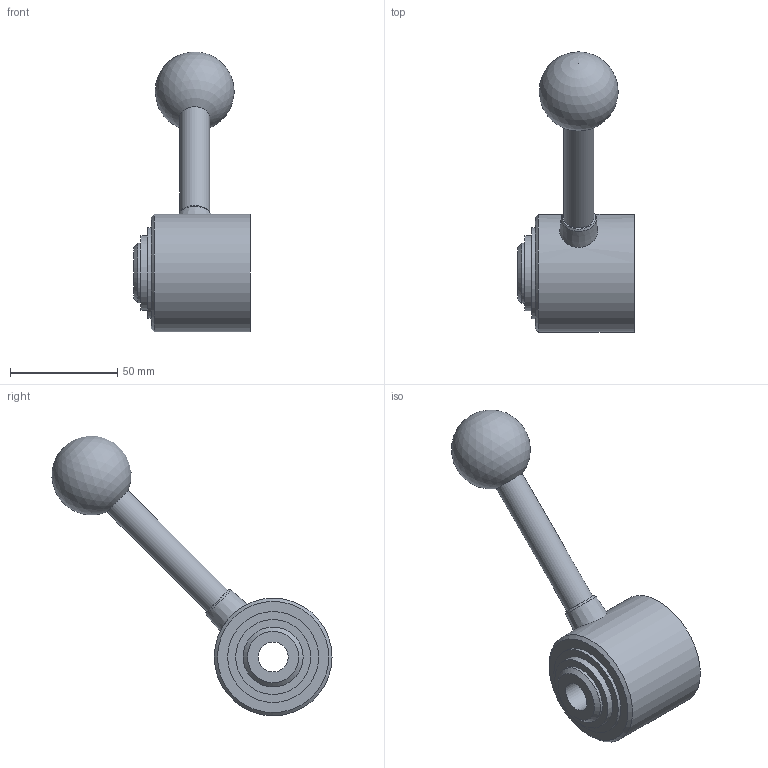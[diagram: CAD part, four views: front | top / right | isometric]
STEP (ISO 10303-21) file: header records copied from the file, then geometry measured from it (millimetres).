
FILE_DESCRIPTION( ( 'STEP AP214' ), '1' );
FILE_NAME( 'K0020.30_0.stp', '2020-11-24T14:50:13', ( '' ), ( '' ), ' ', 'PARTsolutions', ' ' );
FILE_SCHEMA( ( 'AUTOMOTIVE_DESIGN { 1 0 10303 214 1 1 1 1 }' ) );
Length unit declared in the file: millimetre
Products named in the file (1): _K0020.30_0
Bounding box: 54.5 x 130.84 x 130.71 mm (x, y, z)
Volume: 142320.1 mm3; surface area: 24021.7 mm2
Topology: 1 solids, 1 shells, 37 faces, 64 edges, 40 vertices
Faces by surface type: plane 13, cylinder 13, cone 10, sphere 1
Full cylindrical faces by diameter (mm): 4.917 x6, 14 x2, 28 x2, 35 x1, 42.5 x1, 55 x1
Entity records: 1150 total; most frequent: CARTESIAN_POINT 202, DIRECTION 148, AXIS2_PLACEMENT_3D 74, EDGE_LOOP 74, ORIENTED_EDGE 74, FACE_OUTER_BOUND 50, VERTEX_POINT 38, STYLED_ITEM 37
